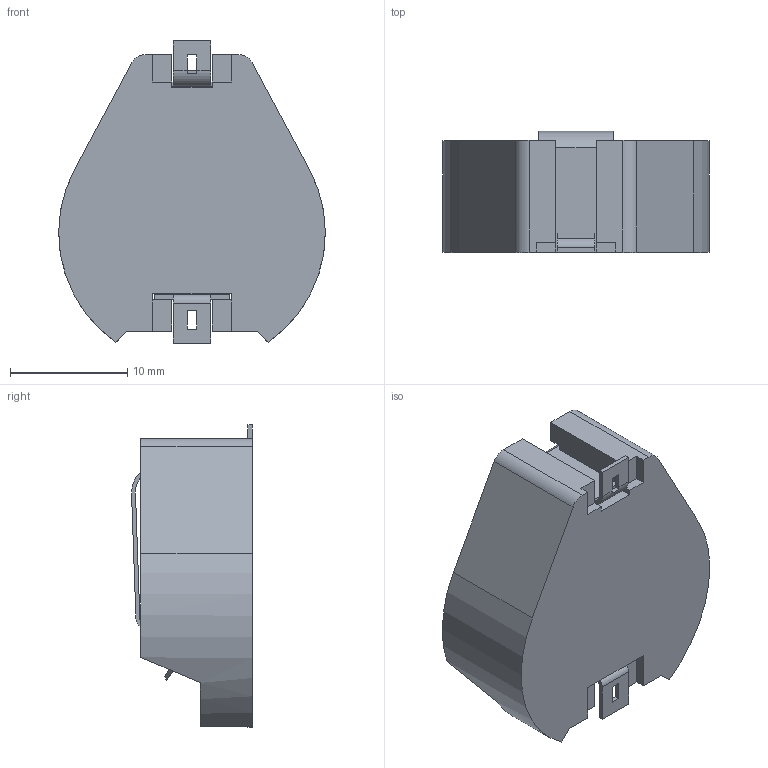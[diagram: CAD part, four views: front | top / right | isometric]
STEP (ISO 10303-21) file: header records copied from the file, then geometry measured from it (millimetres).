
FILE_DESCRIPTION (( 'STEP AP214' ), '1' );
FILE_NAME ('1062TR.STEP', '2020-09-24T13:58:04', ( '' ), ( '' ), 'SwSTEP 2.0', 'SolidWorks 2013', '' );
FILE_SCHEMA (( 'AUTOMOTIVE_DESIGN' ));
Length unit declared in the file: inch
Products named in the file (1): 1062TR
Bounding box: 22.76 x 10.31 x 25.78 mm (x, y, z)
Volume: 2038.1 mm3; surface area: 2280.7 mm2
Topology: 1 solids, 1 shells, 128 faces, 387 edges, 256 vertices
Faces by surface type: plane 110, cylinder 18
Entity records: 6007 total; most frequent: CARTESIAN_POINT 790, ORIENTED_EDGE 774, DIRECTION 683, EDGE_CURVE 387, VECTOR 337, LINE 337, VERTEX_POINT 256, AXIS2_PLACEMENT_3D 173
